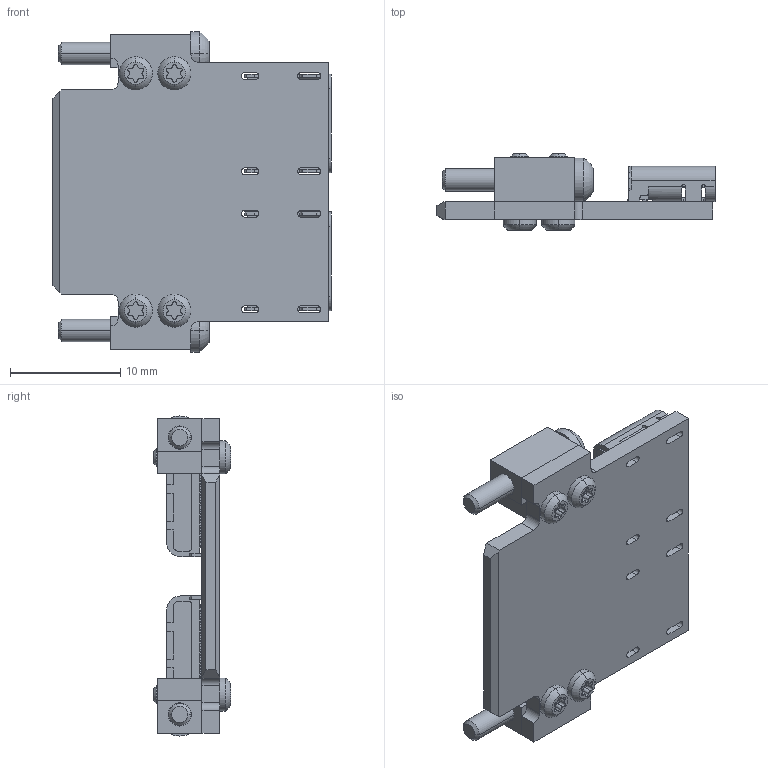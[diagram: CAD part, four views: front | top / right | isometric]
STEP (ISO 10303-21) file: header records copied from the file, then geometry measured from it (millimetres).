
FILE_DESCRIPTION (( 'STEP AP214' ), '1' );
FILE_NAME ('INGUN_116167.STEP', '2025-01-31T07:07:39', ( '' ), ( '' ), 'SwSTEP 2.0', 'SolidWorks 2023', '' );
FILE_SCHEMA (( 'AUTOMOTIVE_DESIGN' ));
Length unit declared in the file: millimetre
Products named in the file (7): 116194~1_S; 116170~0_S; 116169~1_S; ISO7380~n_M01,6x006; ISO7380~n_M02,0x012; INGUN_116167; 101357~0
Assembly tree (12 placements, depth 3):
  INGUN_116167
    116194~1_S
      116169~1_S
      101357~0  x2
    116170~0_S  x2
    ISO7380~n_M02,0x012  x2
    ISO7380~n_M01,6x006  x4
Bounding box: 25.2 x 7 x 29 mm (x, y, z)
Volume: 1557.5 mm3; surface area: 3124.7 mm2
Topology: 11 solids, 11 shells, 1074 faces, 2890 edges, 1864 vertices
Faces by surface type: plane 590, cylinder 420, bspline 32, torus 20, cone 12
Entity records: 17616 total; most frequent: CARTESIAN_POINT 3332, DIRECTION 2966, ORIENTED_EDGE 2924, EDGE_CURVE 1462, VECTOR 1008, LINE 1008, AXIS2_PLACEMENT_3D 979, VERTEX_POINT 950
